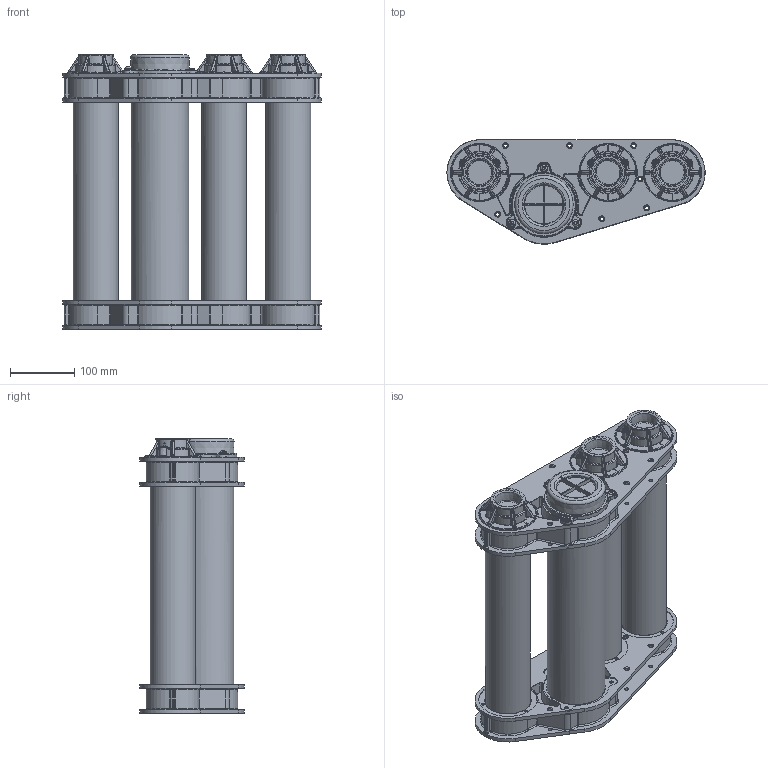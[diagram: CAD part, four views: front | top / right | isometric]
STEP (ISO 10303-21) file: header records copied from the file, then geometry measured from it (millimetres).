
FILE_DESCRIPTION (( 'STEP AP203' ), '1' );
FILE_NAME ('Funderingsdoorvoer - solid.STEP', '2020-02-06T08:00:58', ( 'Windows User' ), ( 'AVK' ), 'SwSTEP 2.0', 'SolidWorks 2012', '' );
FILE_SCHEMA (( 'CONFIG_CONTROL_DESIGN' ));
Length unit declared in the file: millimetre
Products named in the file (1): Funderingsdoorvoer - solid
Bounding box: 402.2 x 162.14 x 428.29 mm (x, y, z)
Volume: 8352584.5 mm3; surface area: 856125.3 mm2
Topology: 1 solids, 1 shells, 3400 faces, 8257 edges, 4922 vertices
Faces by surface type: bspline 976, cylinder 717, torus 704, plane 672, cone 196, sphere 135
Full cylindrical faces by diameter (mm): 4 x27, 4.4 x9, 5 x3, 6 x28, 7.4 x6, 8 x6, 10.5 x3, 11.7 x2, 54 x3, 70 x3, 70.2 x6, 84 x1, 88.5 x3, 90 x1, 90.2 x2, 91 x12, 100 x1
Entity records: 135077 total; most frequent: CARTESIAN_POINT 63311, ORIENTED_EDGE 15658, DIRECTION 13914, EDGE_CURVE 7829, AXIS2_PLACEMENT_3D 5954, VERTEX_POINT 4843, EDGE_LOOP 3922, FACE_OUTER_BOUND 3653
